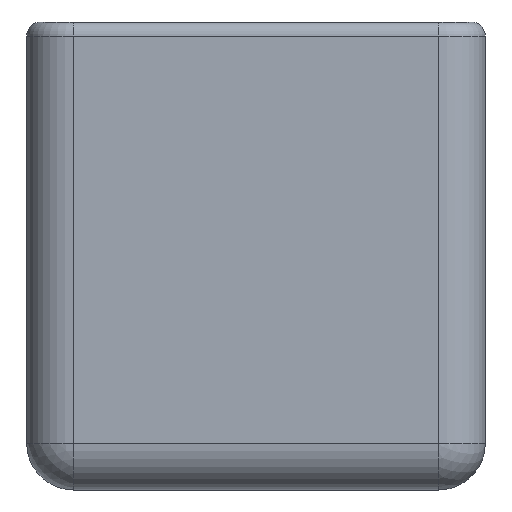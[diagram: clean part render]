
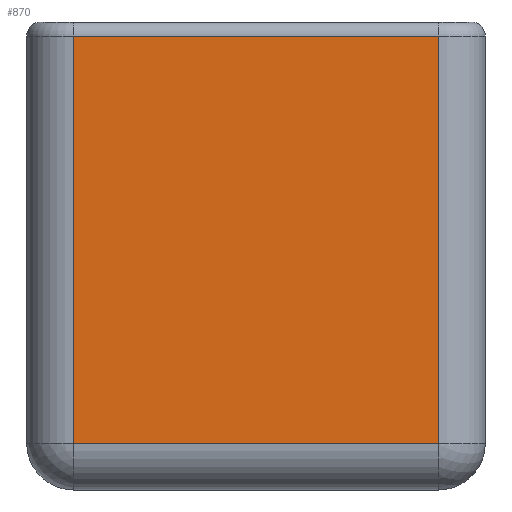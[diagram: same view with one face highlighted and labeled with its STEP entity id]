
A CAD part, left-side view. The second image highlights one B-rep face of the part: STEP entity #870.
In plain terms, the highlighted planar face has unit normal (-1, 0, 0).
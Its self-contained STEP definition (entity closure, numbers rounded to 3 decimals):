
#29=PLANE('',#979);
#72=FACE_OUTER_BOUND('',#134,.T.);
#134=EDGE_LOOP('',(#671,#672,#673,#674));
#197=LINE('',#1482,#261);
#201=LINE('',#1491,#265);
#202=LINE('',#1495,#266);
#203=LINE('',#1496,#267);
#261=VECTOR('',#1183,10.);
#265=VECTOR('',#1191,10.);
#266=VECTOR('',#1196,10.);
#267=VECTOR('',#1197,10.);
#396=VERTEX_POINT('',#1452);
#403=VERTEX_POINT('',#1478);
#406=VERTEX_POINT('',#1490);
#407=VERTEX_POINT('',#1494);
#495=EDGE_CURVE('',#396,#403,#197,.T.);
#499=EDGE_CURVE('',#403,#406,#201,.T.);
#501=EDGE_CURVE('',#407,#396,#202,.T.);
#502=EDGE_CURVE('',#406,#407,#203,.T.);
#671=ORIENTED_EDGE('',*,*,#495,.F.);
#672=ORIENTED_EDGE('',*,*,#501,.F.);
#673=ORIENTED_EDGE('',*,*,#502,.F.);
#674=ORIENTED_EDGE('',*,*,#499,.F.);
#870=ADVANCED_FACE('',(#72),#29,.T.);
#979=AXIS2_PLACEMENT_3D('',#1493,#1194,#1195);
#1183=DIRECTION('',(0.,-1.,0.));
#1191=DIRECTION('',(0.,0.,-1.));
#1194=DIRECTION('center_axis',(-1.,0.,0.));
#1195=DIRECTION('ref_axis',(0.,1.,0.));
#1196=DIRECTION('',(0.,0.,1.));
#1197=DIRECTION('',(0.,1.,0.));
#1452=CARTESIAN_POINT('',(0.,4.4,-0.15));
#1478=CARTESIAN_POINT('',(0.,0.5,-0.15));
#1482=CARTESIAN_POINT('',(0.,1.225,-0.15));
#1490=CARTESIAN_POINT('',(0.,0.5,-4.5));
#1491=CARTESIAN_POINT('',(0.,0.5,0.));
#1493=CARTESIAN_POINT('Origin',(0.,0.,0.));
#1494=CARTESIAN_POINT('',(0.,4.4,-4.5));
#1495=CARTESIAN_POINT('',(0.,4.4,0.));
#1496=CARTESIAN_POINT('',(0.,1.225,-4.5));
